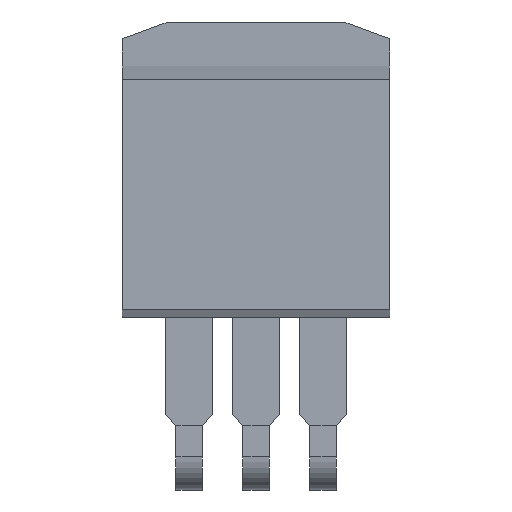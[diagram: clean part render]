
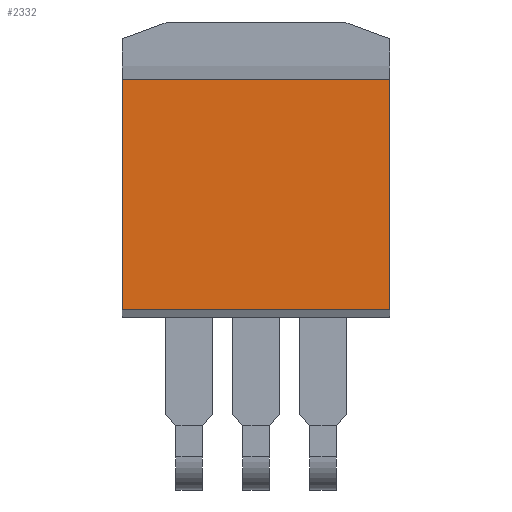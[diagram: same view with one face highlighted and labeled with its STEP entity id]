
A CAD part, top view. The second image highlights one B-rep face of the part: STEP entity #2332.
In plain terms, the highlighted planar face has unit normal (0, 0, 1).
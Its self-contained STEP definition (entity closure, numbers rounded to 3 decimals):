
#2129=CARTESIAN_POINT('',(5.077,6.567,4.6));
#2130=VERTEX_POINT('',#2129);
#2137=CARTESIAN_POINT('',(-5.083,6.567,4.6));
#2138=VERTEX_POINT('',#2137);
#2139=CARTESIAN_POINT('',(-5.083,6.567,4.6));
#2140=DIRECTION('',(1.0,0.0,0.0));
#2141=VECTOR('',#2140,10.16);
#2142=LINE('',#2139,#2141);
#2143=EDGE_CURVE('',#2138,#2130,#2142,.T.);
#2191=CARTESIAN_POINT('',(-5.083,15.295,4.6));
#2192=VERTEX_POINT('',#2191);
#2193=CARTESIAN_POINT('',(-5.083,6.567,4.6));
#2194=DIRECTION('',(0.0,1.0,0.0));
#2195=VECTOR('',#2194,8.728);
#2196=LINE('',#2193,#2195);
#2197=EDGE_CURVE('',#2138,#2192,#2196,.T.);
#2213=CARTESIAN_POINT('',(5.077,15.295,4.6));
#2214=VERTEX_POINT('',#2213);
#2230=CARTESIAN_POINT('',(5.077,15.295,4.6));
#2231=DIRECTION('',(-1.0,0.0,0.0));
#2232=VECTOR('',#2231,10.16);
#2233=LINE('',#2230,#2232);
#2234=EDGE_CURVE('',#2192,#2214,#2233,.F.);
#2252=CARTESIAN_POINT('',(5.077,6.567,4.6));
#2253=DIRECTION('',(0.0,1.0,0.0));
#2254=VECTOR('',#2253,8.728);
#2255=LINE('',#2252,#2254);
#2256=EDGE_CURVE('',#2130,#2214,#2255,.T.);
#2321=CARTESIAN_POINT('',(-5.338,6.577,4.6));
#2322=DIRECTION('',(0.0,0.0,1.0));
#2323=DIRECTION('',(0.0,1.0,0.0));
#2324=AXIS2_PLACEMENT_3D('',#2321,#2322,#2323);
#2325=PLANE('',#2324);
#2326=ORIENTED_EDGE('',*,*,#2256,.T.);
#2327=ORIENTED_EDGE('',*,*,#2234,.F.);
#2328=ORIENTED_EDGE('',*,*,#2197,.F.);
#2329=ORIENTED_EDGE('',*,*,#2143,.T.);
#2330=EDGE_LOOP('',(#2326,#2327,#2328,#2329));
#2331=FACE_OUTER_BOUND('',#2330,.T.);
#2332=ADVANCED_FACE('',(#2331),#2325,.T.);
